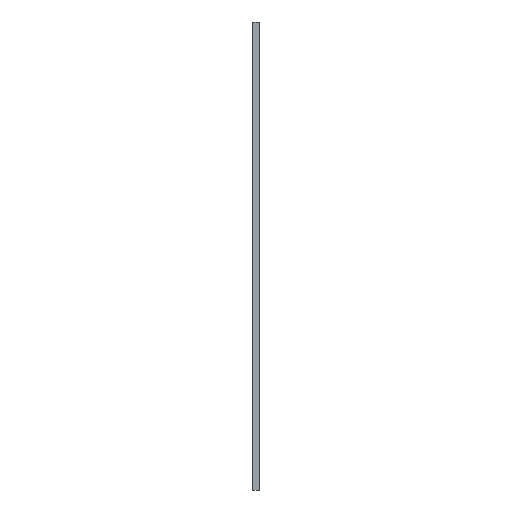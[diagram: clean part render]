
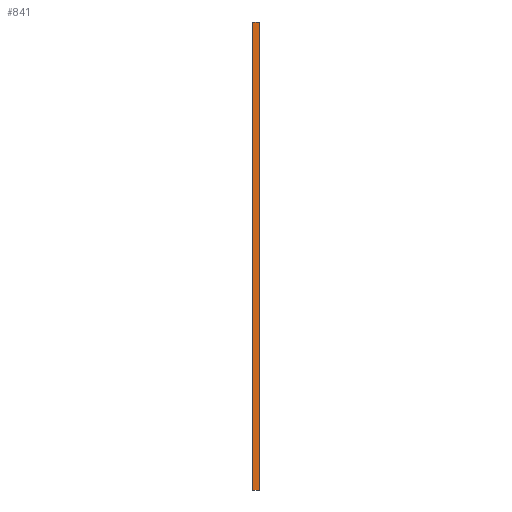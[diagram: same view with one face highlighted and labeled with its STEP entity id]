
A CAD part, front view. The second image highlights one B-rep face of the part: STEP entity #841.
In plain terms, the highlighted planar face has unit normal (0, -1, 0).
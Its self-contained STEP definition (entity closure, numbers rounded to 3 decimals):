
#785=CARTESIAN_POINT('',(0.0,-101.6,-101.6));
#786=VERTEX_POINT('',#785);
#794=CARTESIAN_POINT('',(3.0,-101.6,-101.6));
#795=VERTEX_POINT('',#794);
#802=CARTESIAN_POINT('',(0.0,-101.6,-101.6));
#803=DIRECTION('',(1.0,0.0,0.0));
#804=VECTOR('',#803,3.0);
#805=LINE('',#802,#804);
#806=EDGE_CURVE('',#786,#795,#805,.T.);
#811=CARTESIAN_POINT('',(0.0,-101.6,101.6));
#812=DIRECTION('',(0.0,-1.0,0.0));
#813=DIRECTION('',(0.0,0.0,-1.0));
#814=AXIS2_PLACEMENT_3D('',#811,#812,#813);
#815=PLANE('',#814);
#816=CARTESIAN_POINT('',(0.0,-101.6,101.6));
#817=VERTEX_POINT('',#816);
#818=CARTESIAN_POINT('',(0.0,-101.6,101.6));
#819=DIRECTION('',(0.0,0.0,-1.0));
#820=VECTOR('',#819,203.2);
#821=LINE('',#818,#820);
#822=EDGE_CURVE('',#817,#786,#821,.T.);
#823=ORIENTED_EDGE('',*,*,#822,.T.);
#824=ORIENTED_EDGE('',*,*,#806,.T.);
#825=CARTESIAN_POINT('',(3.0,-101.6,101.6));
#826=VERTEX_POINT('',#825);
#827=CARTESIAN_POINT('',(3.0,-101.6,101.6));
#828=DIRECTION('',(0.0,0.0,-1.0));
#829=VECTOR('',#828,203.2);
#830=LINE('',#827,#829);
#831=EDGE_CURVE('',#826,#795,#830,.T.);
#832=ORIENTED_EDGE('',*,*,#831,.F.);
#833=CARTESIAN_POINT('',(0.0,-101.6,101.6));
#834=DIRECTION('',(1.0,0.0,0.0));
#835=VECTOR('',#834,3.0);
#836=LINE('',#833,#835);
#837=EDGE_CURVE('',#817,#826,#836,.T.);
#838=ORIENTED_EDGE('',*,*,#837,.F.);
#839=EDGE_LOOP('',(#823,#824,#832,#838));
#840=FACE_OUTER_BOUND('',#839,.T.);
#841=ADVANCED_FACE('',(#840),#815,.T.);
